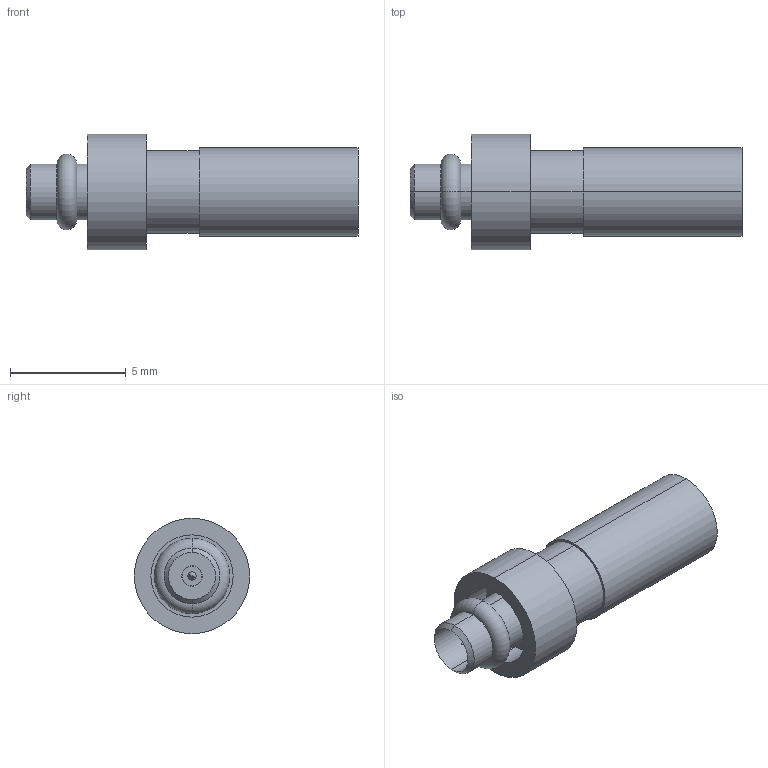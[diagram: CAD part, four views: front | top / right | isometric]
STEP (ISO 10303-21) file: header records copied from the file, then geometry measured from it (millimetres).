
FILE_DESCRIPTION (( 'STEP AP203' ), '1' );
FILE_NAME ('BAC509.STEP', '2006-06-23T18:21:17', ( 'lcom' ), ( 'lcom' ), 'SwSTEP 2.0', 'SolidWorks 2006004', '' );
FILE_SCHEMA (( 'CONFIG_CONTROL_DESIGN' ));
Length unit declared in the file: inch
Products named in the file (4): BAC509; BAC509-MA1; BAC509-MA2; BAC509-MA3
Assembly tree (3 placements, depth 2):
  BAC509
    BAC509-MA1
    BAC509-MA3
    BAC509-MA2
Bounding box: 14.34 x 4.98 x 4.98 mm (x, y, z)
Volume: 108.4 mm3; surface area: 438.9 mm2
Topology: 3 solids, 3 shells, 50 faces, 100 edges, 61 vertices
Faces by surface type: cylinder 30, plane 12, cone 4, torus 4
Entity records: 1732 total; most frequent: DIRECTION 274, CARTESIAN_POINT 215, ORIENTED_EDGE 196, AXIS2_PLACEMENT_3D 120, EDGE_CURVE 98, CIRCLE 64, VERTEX_POINT 61, EDGE_LOOP 61
